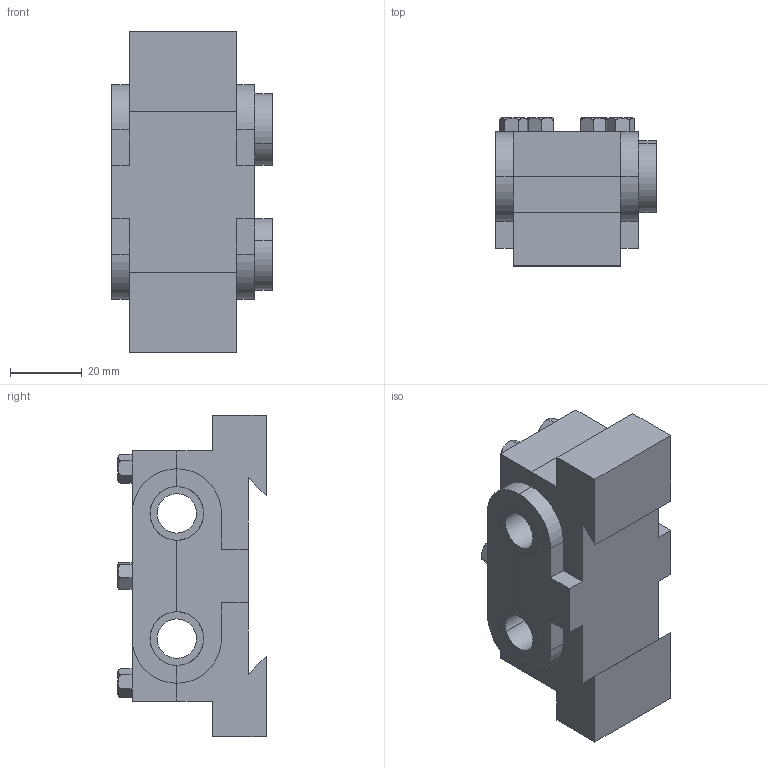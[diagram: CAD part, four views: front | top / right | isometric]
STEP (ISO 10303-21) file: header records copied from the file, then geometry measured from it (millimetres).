
FILE_DESCRIPTION (( 'STEP AP214' ), '1' );
FILE_NAME ('double-bearing-assembly.STEP', '2025-07-13T17:01:17', ( '' ), ( '' ), 'SwSTEP 2.0', 'SolidWorks 2025', '' );
FILE_SCHEMA (( 'AUTOMOTIVE_DESIGN' ));
Length unit declared in the file: millimetre
Products named in the file (5): base; bolt; cap; bush; double-bearing-assembly
Assembly tree (10 placements, depth 2):
  double-bearing-assembly
    base
    cap
    bush  x2
    bolt  x6
Bounding box: 45 x 41.5 x 90 mm (x, y, z)
Volume: 90394.5 mm3; surface area: 35131.9 mm2
Topology: 10 solids, 10 shells, 178 faces, 420 edges, 276 vertices
Faces by surface type: plane 106, cylinder 60, torus 12
Entity records: 3486 total; most frequent: CARTESIAN_POINT 679, DIRECTION 582, ORIENTED_EDGE 524, EDGE_CURVE 262, AXIS2_PLACEMENT_3D 209, VERTEX_POINT 174, VECTOR 164, LINE 164
